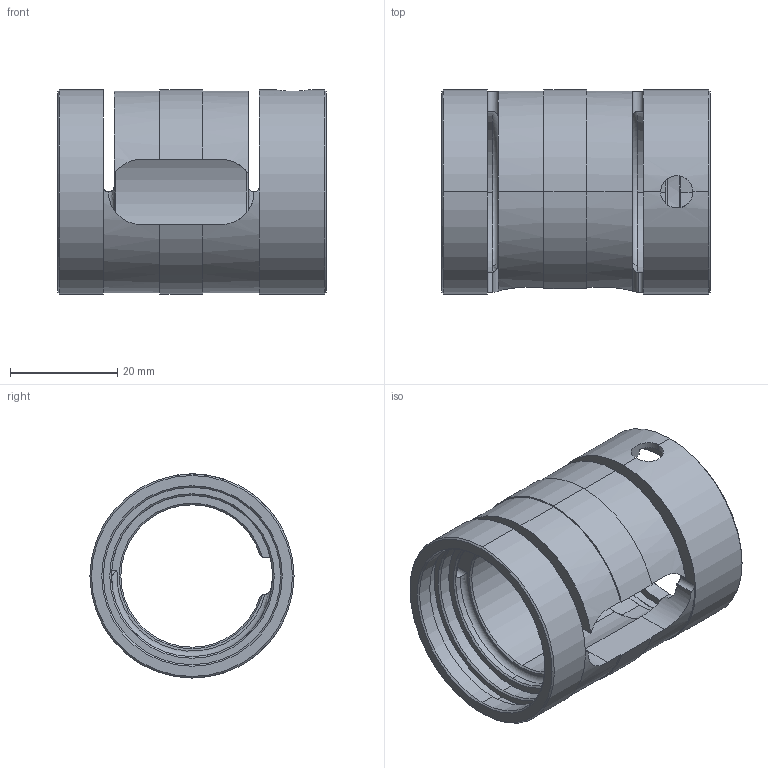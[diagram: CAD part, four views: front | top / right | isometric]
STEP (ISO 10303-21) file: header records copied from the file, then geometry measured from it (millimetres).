
FILE_DESCRIPTION (( 'STEP AP203' ), '1' );
FILE_NAME ('KG-MutterVariante 3 d=25x5mm Art.-Nr. 2137000005.STEP', '2009-06-04T13:47:34', ( 'Martn Latsch' ), ( 'iselautomation GmbH & Co. KG' ), 'SwSTEP 2.0', 'SolidWorks 2009', '' );
FILE_SCHEMA (( 'CONFIG_CONTROL_DESIGN' ));
Length unit declared in the file: millimetre
Products named in the file (1): KG-MutterVariante 3  d=25x5mm  Art.-Nr. 2137000005
Bounding box: 50 x 38 x 38 mm (x, y, z)
Volume: 18980.6 mm3; surface area: 12276.3 mm2
Topology: 1 solids, 1 shells, 81 faces, 210 edges, 133 vertices
Faces by surface type: cylinder 41, cone 22, plane 16, torus 2
Entity records: 2894 total; most frequent: CARTESIAN_POINT 817, DIRECTION 429, ORIENTED_EDGE 420, EDGE_CURVE 210, AXIS2_PLACEMENT_3D 175, VERTEX_POINT 133, CIRCLE 93, EDGE_LOOP 89
